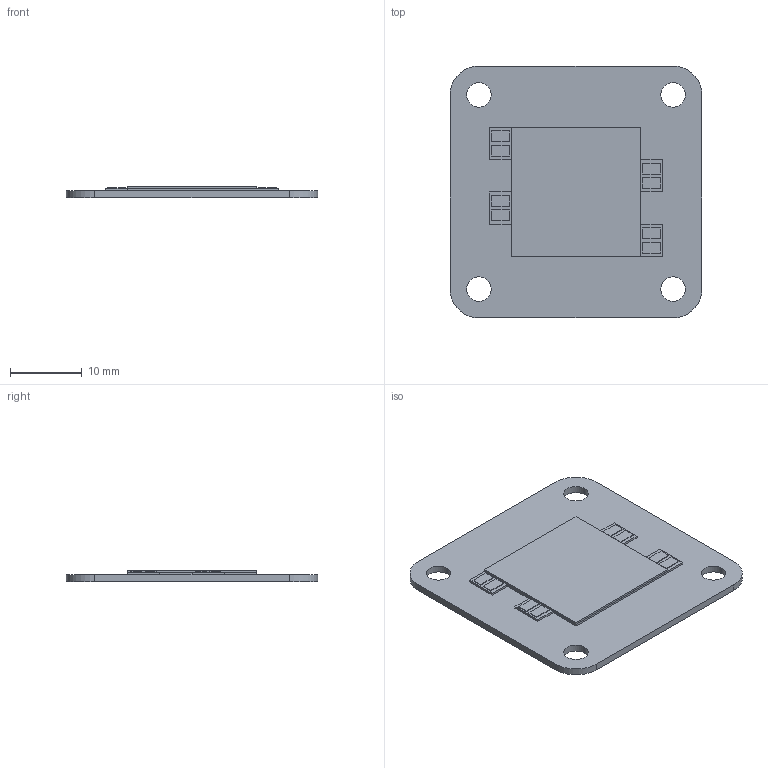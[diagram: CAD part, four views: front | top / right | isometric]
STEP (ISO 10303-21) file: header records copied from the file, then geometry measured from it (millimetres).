
FILE_DESCRIPTION (( 'STEP AP203' ), '1' );
FILE_NAME ('MTN11039-E0W.STEP', '2018-02-09T13:53:58', ( '' ), ( '' ), 'SwSTEP 2.0', 'SolidWorks 2016', '' );
FILE_SCHEMA (( 'CONFIG_CONTROL_DESIGN' ));
Length unit declared in the file: millimetre
Products named in the file (1): MTN11039-E0W
Bounding box: 35 x 35 x 1.6 mm (x, y, z)
Volume: 1388.5 mm3; surface area: 3230.6 mm2
Topology: 2 solids, 2 shells, 81 faces, 204 edges, 136 vertices
Faces by surface type: plane 69, cylinder 12
Entity records: 2493 total; most frequent: CARTESIAN_POINT 422, ORIENTED_EDGE 408, DIRECTION 392, EDGE_CURVE 204, VECTOR 180, LINE 180, VERTEX_POINT 136, AXIS2_PLACEMENT_3D 106
